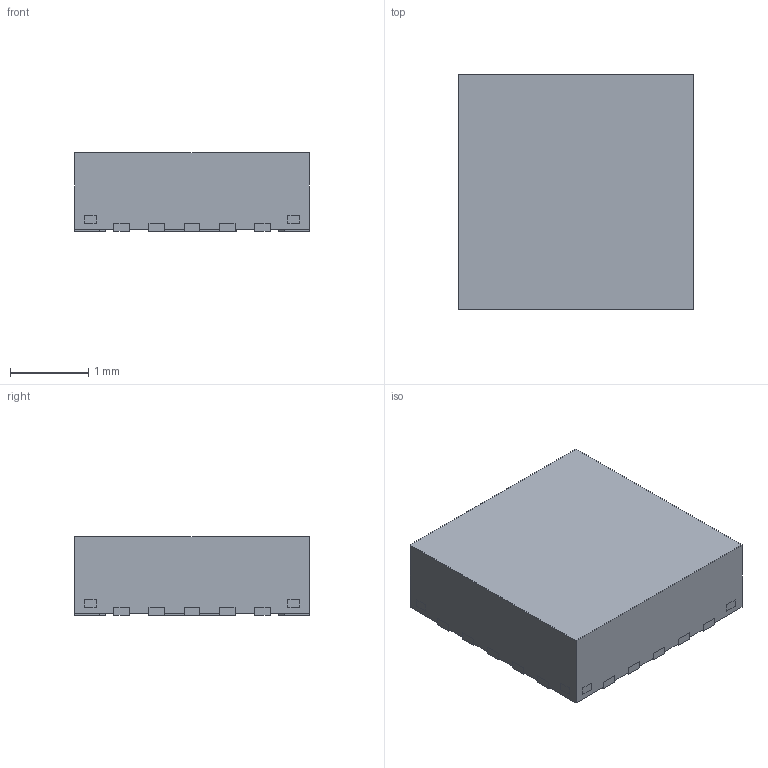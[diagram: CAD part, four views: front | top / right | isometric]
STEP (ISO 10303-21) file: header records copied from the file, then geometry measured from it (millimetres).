
FILE_DESCRIPTION((''),'2;1');
FILE_NAME('QFN_ASM','2018-07-26T08:14:23',('a0412086'),(''),'CREO PARAMETRIC BY PTC INC, 2018020','CREO PARAMETRIC BY PTC INC, 2018020','');
FILE_SCHEMA(('AUTOMOTIVE_DESIGN { 1 0 10303 214 1 1 1 1 }'));
Length unit declared in the file: millimetre
Products named in the file (3): FRAME; BODY; QFN_ASM
Assembly tree (2 placements, depth 2):
  QFN_ASM
    FRAME
    BODY
Bounding box: 3 x 3 x 1 mm (x, y, z)
Volume: 8.8 mm3; surface area: 40.2 mm2
Topology: 26 solids, 26 shells, 335 faces, 846 edges, 564 vertices
Faces by surface type: plane 287, cylinder 48
Entity records: 13153 total; most frequent: CARTESIAN_POINT 1784, ORIENTED_EDGE 1692, DIRECTION 1661, PRESENTATION_STYLE_ASSIGNMENT 901, STYLED_ITEM 873, CURVE_STYLE 846, EDGE_CURVE 846, VECTOR 750
